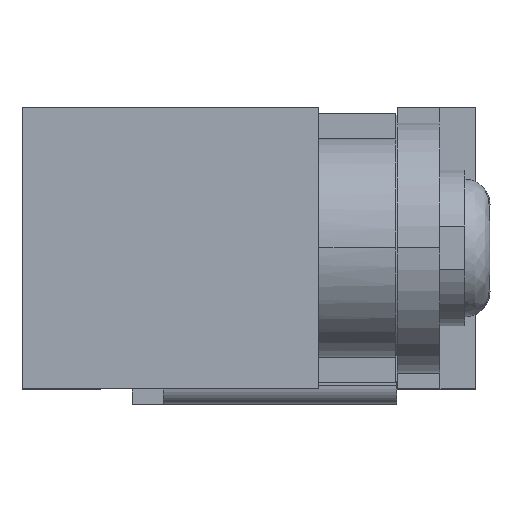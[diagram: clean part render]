
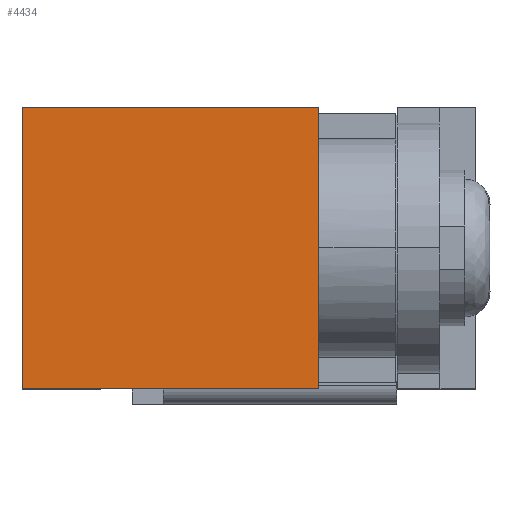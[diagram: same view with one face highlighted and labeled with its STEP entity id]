
A CAD part, top view. The second image highlights one B-rep face of the part: STEP entity #4434.
In plain terms, the highlighted planar face has unit normal (0, 0, 1).
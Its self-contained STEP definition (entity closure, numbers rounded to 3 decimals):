
#362 = VERTEX_POINT ( 'NONE', #4098 ) ;
#392 = DIRECTION ( 'NONE',  ( 0., 1., 0. ) ) ;
#656 = DIRECTION ( 'NONE',  ( 0., 0., 1. ) ) ;
#913 = LINE ( 'NONE', #3023, #4958 ) ;
#1200 = VERTEX_POINT ( 'NONE', #1895 ) ;
#1656 = ORIENTED_EDGE ( 'NONE', *, *, #3599, .F. ) ;
#1659 = ORIENTED_EDGE ( 'NONE', *, *, #4594, .F. ) ;
#1781 = EDGE_CURVE ( 'NONE', #1200, #5392, #913, .T. ) ;
#1852 = VECTOR ( 'NONE', #3004, 1000. ) ;
#1895 = CARTESIAN_POINT ( 'NONE',  ( -4.275, -4.5, 11. ) ) ;
#2177 = LINE ( 'NONE', #3064, #4531 ) ;
#2333 = VERTEX_POINT ( 'NONE', #4405 ) ;
#2509 = DIRECTION ( 'NONE',  ( 1., 0., 0. ) ) ;
#2538 = CARTESIAN_POINT ( 'NONE',  ( -11.275, -4.5, 11. ) ) ;
#2672 = FACE_OUTER_BOUND ( 'NONE', #5059, .T. ) ;
#3004 = DIRECTION ( 'NONE',  ( 1., 0., 0. ) ) ;
#3023 = CARTESIAN_POINT ( 'NONE',  ( -4.275, -4.5, 11. ) ) ;
#3064 = CARTESIAN_POINT ( 'NONE',  ( -13.775, 0., 11. ) ) ;
#3229 = VECTOR ( 'NONE', #2509, 1000. ) ;
#3288 = CARTESIAN_POINT ( 'NONE',  ( -11.275, -4.5, 11. ) ) ;
#3336 = AXIS2_PLACEMENT_3D ( 'NONE', #3288, #656, #3732 ) ;
#3464 = ORIENTED_EDGE ( 'NONE', *, *, #1781, .T. ) ;
#3500 = DIRECTION ( 'NONE',  ( 0., 1., 0. ) ) ;
#3599 = EDGE_CURVE ( 'NONE', #2333, #362, #2177, .T. ) ;
#3732 = DIRECTION ( 'NONE',  ( 1., 0., 0. ) ) ;
#4098 = CARTESIAN_POINT ( 'NONE',  ( -13.775, 4.5, 11. ) ) ;
#4227 = LINE ( 'NONE', #2538, #1852 ) ;
#4374 = ORIENTED_EDGE ( 'NONE', *, *, #5558, .T. ) ;
#4396 = LINE ( 'NONE', #4680, #3229 ) ;
#4405 = CARTESIAN_POINT ( 'NONE',  ( -13.775, -4.5, 11. ) ) ;
#4434 = ADVANCED_FACE ( 'NONE', ( #2672 ), #4601, .T. ) ;
#4531 = VECTOR ( 'NONE', #3500, 1000. ) ;
#4594 = EDGE_CURVE ( 'NONE', #362, #5392, #4396, .T. ) ;
#4601 = PLANE ( 'NONE',  #3336 ) ;
#4680 = CARTESIAN_POINT ( 'NONE',  ( -11.275, 4.5, 11. ) ) ;
#4958 = VECTOR ( 'NONE', #392, 1000. ) ;
#5059 = EDGE_LOOP ( 'NONE', ( #3464, #1659, #1656, #4374 ) ) ;
#5392 = VERTEX_POINT ( 'NONE', #5548 ) ;
#5548 = CARTESIAN_POINT ( 'NONE',  ( -4.275, 4.5, 11. ) ) ;
#5558 = EDGE_CURVE ( 'NONE', #2333, #1200, #4227, .T. ) ;
